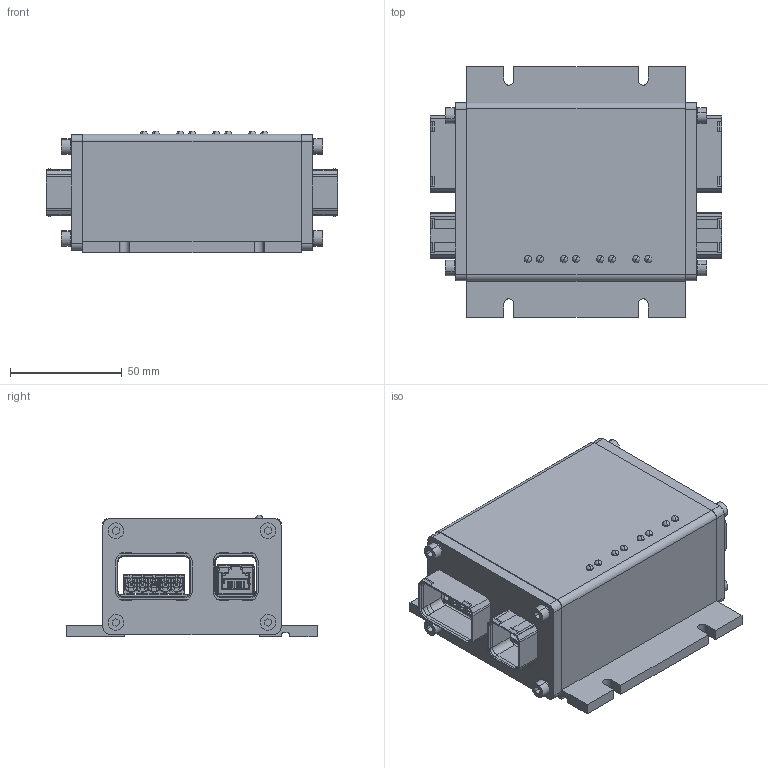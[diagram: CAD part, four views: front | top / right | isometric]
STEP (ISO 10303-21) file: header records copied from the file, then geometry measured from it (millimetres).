
FILE_DESCRIPTION(('CATIA V5 STEP Exchange','CAx-IF Rec.Pracs.--- Model Styling and Organization---1.4--- 2014-01-23'),'2;1');
FILE_NAME ('361138-4_1', '2019-09-16T07:32:01+00:00', ('none'), ('Weidmueller'), 'CATIA Version 5-6 Release 2016 SP3 HF44', 'CATIA V5 STEP AP214', 'none');
FILE_SCHEMA(('AUTOMOTIVE_DESIGN { 1 0 10303 214 1 1 1 1 }'));
Products named in the file (1): 2588270000
Bounding box: 130.4 x 112 x 54.5 mm (x, y, z)
Volume: 198689.3 mm3; surface area: 116908.3 mm2
Topology: 33 solids, 33 shells, 2991 faces, 8197 edges, 5265 vertices
Faces by surface type: plane 1699, cylinder 980, cone 118, bspline 92, sphere 42, torus 40, extrusion 20
Entity records: 99291 total; most frequent: CARTESIAN_POINT 27223, ORIENTED_EDGE 16282, DIRECTION 12246, EDGE_CURVE 8141, VECTOR 5452, LINE 5432, VERTEX_POINT 5265, AXIS2_PLACEMENT_3D 4131
